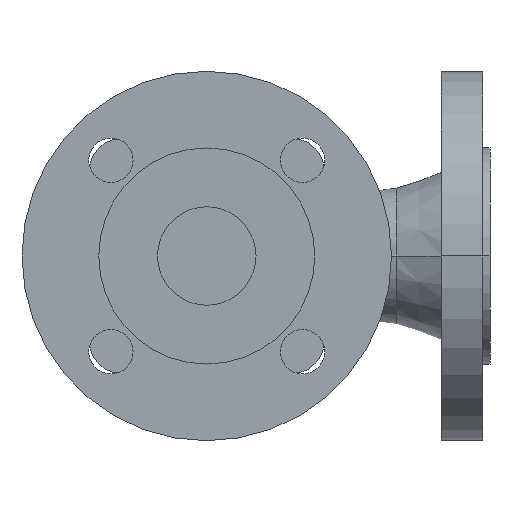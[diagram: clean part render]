
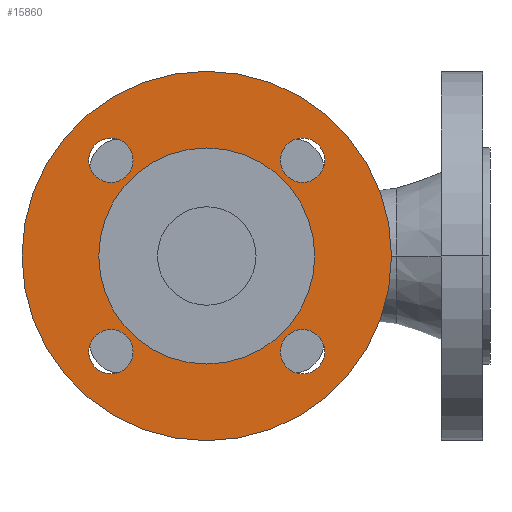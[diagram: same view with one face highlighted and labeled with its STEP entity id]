
A CAD part, front view. The second image highlights one B-rep face of the part: STEP entity #15860.
In plain terms, the highlighted planar face has unit normal (0, -1, 0).
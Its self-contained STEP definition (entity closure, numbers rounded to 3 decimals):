
#3540=CARTESIAN_POINT('',(43.85,3.,0.));
#3550=VERTEX_POINT('',#3540);
#3710=CARTESIAN_POINT('',(-43.85,3.,0.));
#3720=VERTEX_POINT('',#3710);
#3750=CARTESIAN_POINT('',(0.,3.,0.));
#3760=DIRECTION('',(0.,-1.,-0.));
#3770=DIRECTION('',(-1.,0.,0.));
#3780=AXIS2_PLACEMENT_3D('',#3750,#3760,#3770);
#3790=CIRCLE('',#3780,43.85);
#3800=EDGE_CURVE('',#3550,#3720,#3790,.T.);
#3940=CARTESIAN_POINT('',(75.,3.,0.));
#3950=VERTEX_POINT('',#3940);
#4130=CARTESIAN_POINT('',(-75.,3.,0.));
#4140=VERTEX_POINT('',#4130);
#4170=CARTESIAN_POINT('',(0.,3.,0.));
#4180=DIRECTION('',(0.,-1.,-0.));
#4190=DIRECTION('',(-1.,0.,0.));
#4200=AXIS2_PLACEMENT_3D('',#4170,#4180,#4190);
#4210=CIRCLE('',#4200,75.);
#4220=EDGE_CURVE('',#4140,#3950,#4210,.T.);
#11030=CARTESIAN_POINT('',(47.891,3.,-38.891));
#11040=VERTEX_POINT('',#11030);
#11200=CARTESIAN_POINT('',(29.891,3.,-38.891));
#11210=VERTEX_POINT('',#11200);
#11240=CARTESIAN_POINT('',(38.891,3.,-38.891));
#11250=DIRECTION('',(-0.,1.,0.));
#11260=DIRECTION('',(1.,0.,0.));
#11270=AXIS2_PLACEMENT_3D('',#11240,#11250,#11260);
#11280=CIRCLE('',#11270,9.);
#11290=EDGE_CURVE('',#11210,#11040,#11280,.T.);
#11450=CARTESIAN_POINT('',(47.891,3.,38.891));
#11460=VERTEX_POINT('',#11450);
#11490=CARTESIAN_POINT('',(38.891,3.,38.891));
#11500=DIRECTION('',(-0.,1.,0.));
#11510=DIRECTION('',(1.,0.,0.));
#11520=AXIS2_PLACEMENT_3D('',#11490,#11500,#11510);
#11530=CIRCLE('',#11520,9.);
#11540=CARTESIAN_POINT('',(29.891,3.,38.891));
#11550=VERTEX_POINT('',#11540);
#11560=EDGE_CURVE('',#11460,#11550,#11530,.T.);
#11870=CARTESIAN_POINT('',(-29.891,3.,38.891));
#11880=VERTEX_POINT('',#11870);
#11910=CARTESIAN_POINT('',(-38.891,3.,38.891));
#11920=DIRECTION('',(-0.,1.,0.));
#11930=DIRECTION('',(1.,0.,0.));
#11940=AXIS2_PLACEMENT_3D('',#11910,#11920,#11930);
#11950=CIRCLE('',#11940,9.);
#11960=CARTESIAN_POINT('',(-47.891,3.,38.891));
#11970=VERTEX_POINT('',#11960);
#11980=EDGE_CURVE('',#11880,#11970,#11950,.T.);
#12290=CARTESIAN_POINT('',(-47.891,3.,-38.891));
#12300=VERTEX_POINT('',#12290);
#12460=CARTESIAN_POINT('',(-29.891,3.,-38.891));
#12470=VERTEX_POINT('',#12460);
#12500=CARTESIAN_POINT('',(-38.891,3.,-38.891));
#12510=DIRECTION('',(-0.,1.,0.));
#12520=DIRECTION('',(1.,0.,0.));
#12530=AXIS2_PLACEMENT_3D('',#12500,#12510,#12520);
#12540=CIRCLE('',#12530,9.);
#12550=EDGE_CURVE('',#12470,#12300,#12540,.T.);
#15510=CARTESIAN_POINT('',(-59.425,3.,0.));
#15520=DIRECTION('',(0.,-1.,-0.));
#15530=DIRECTION('',(-1.,0.,0.));
#15540=AXIS2_PLACEMENT_3D('',#15510,#15520,#15530);
#15550=PLANE('',#15540);
#15560=EDGE_CURVE('',#12300,#12470,#12540,.T.);
#15570=ORIENTED_EDGE('',*,*,#15560,.T.);
#15580=ORIENTED_EDGE('',*,*,#12550,.T.);
#15590=EDGE_LOOP('',(#15580,#15570));
#15600=FACE_BOUND('',#15590,.T.);
#15610=ORIENTED_EDGE('',*,*,#11980,.T.);
#15620=EDGE_CURVE('',#11970,#11880,#11950,.T.);
#15630=ORIENTED_EDGE('',*,*,#15620,.T.);
#15640=EDGE_LOOP('',(#15630,#15610));
#15650=FACE_BOUND('',#15640,.T.);
#15660=ORIENTED_EDGE('',*,*,#11560,.T.);
#15670=EDGE_CURVE('',#11550,#11460,#11530,.T.);
#15680=ORIENTED_EDGE('',*,*,#15670,.T.);
#15690=EDGE_LOOP('',(#15680,#15660));
#15700=FACE_BOUND('',#15690,.T.);
#15710=EDGE_CURVE('',#11040,#11210,#11280,.T.);
#15720=ORIENTED_EDGE('',*,*,#15710,.T.);
#15730=ORIENTED_EDGE('',*,*,#11290,.T.);
#15740=EDGE_LOOP('',(#15730,#15720));
#15750=FACE_BOUND('',#15740,.T.);
#15760=EDGE_CURVE('',#3720,#3550,#3790,.T.);
#15770=ORIENTED_EDGE('',*,*,#15760,.F.);
#15780=ORIENTED_EDGE('',*,*,#3800,.F.);
#15790=EDGE_LOOP('',(#15780,#15770));
#15800=FACE_BOUND('',#15790,.T.);
#15810=EDGE_CURVE('',#3950,#4140,#4210,.T.);
#15820=ORIENTED_EDGE('',*,*,#15810,.T.);
#15830=ORIENTED_EDGE('',*,*,#4220,.T.);
#15840=EDGE_LOOP('',(#15830,#15820));
#15850=FACE_OUTER_BOUND('',#15840,.T.);
#15860=ADVANCED_FACE('',(#15600,#15650,#15700,#15750,#15800,#15850),
#15550,.T.);
